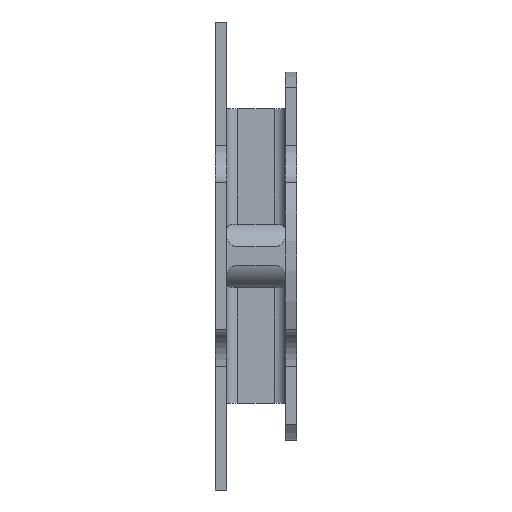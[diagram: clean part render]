
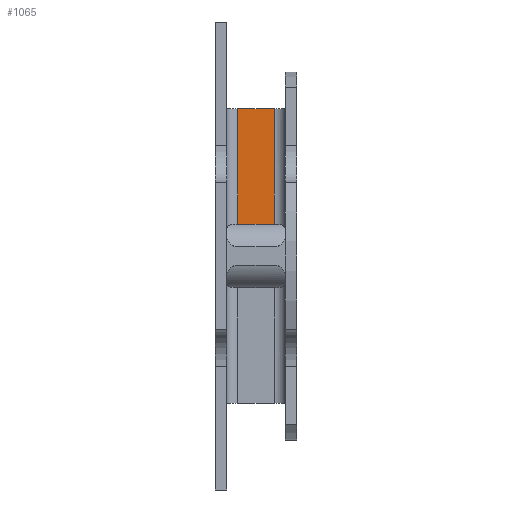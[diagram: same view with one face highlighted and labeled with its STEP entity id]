
A CAD part, left-side view. The second image highlights one B-rep face of the part: STEP entity #1065.
In plain terms, the highlighted planar face has unit normal (-1, 0, 0).
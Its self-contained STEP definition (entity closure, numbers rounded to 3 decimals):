
#162 = CARTESIAN_POINT ( 'NONE',  ( -2.5, 16., 40. ) ) ;
#240 = VERTEX_POINT ( 'NONE', #1526 ) ;
#275 = DIRECTION ( 'NONE',  ( 0., -1., 0. ) ) ;
#293 = VECTOR ( 'NONE', #2651, 1000. ) ;
#302 = DIRECTION ( 'NONE',  ( 0., -1., 0. ) ) ;
#414 = VERTEX_POINT ( 'NONE', #2976 ) ;
#447 = VERTEX_POINT ( 'NONE', #1555 ) ;
#574 = ORIENTED_EDGE ( 'NONE', *, *, #1240, .T. ) ;
#664 = LINE ( 'NONE', #2754, #2202 ) ;
#880 = EDGE_CURVE ( 'NONE', #414, #240, #1660, .T. ) ;
#904 = DIRECTION ( 'NONE',  ( 1., 0., 0. ) ) ;
#1065 = ADVANCED_FACE ( 'NONE', ( #2525 ), #1798, .F. ) ;
#1240 = EDGE_CURVE ( 'NONE', #240, #447, #1482, .T. ) ;
#1303 = ORIENTED_EDGE ( 'NONE', *, *, #880, .T. ) ;
#1321 = EDGE_LOOP ( 'NONE', ( #1692, #1868, #1303, #574 ) ) ;
#1353 = LINE ( 'NONE', #2047, #1807 ) ;
#1460 = CARTESIAN_POINT ( 'NONE',  ( -2.5, 19., 8.646 ) ) ;
#1482 = LINE ( 'NONE', #2876, #293 ) ;
#1526 = CARTESIAN_POINT ( 'NONE',  ( -2.5, 6., 8.646 ) ) ;
#1555 = CARTESIAN_POINT ( 'NONE',  ( -2.5, 6., 40. ) ) ;
#1660 = LINE ( 'NONE', #1460, #2238 ) ;
#1692 = ORIENTED_EDGE ( 'NONE', *, *, #2888, .F. ) ;
#1798 = PLANE ( 'NONE',  #1900 ) ;
#1807 = VECTOR ( 'NONE', #275, 1000. ) ;
#1829 = DIRECTION ( 'NONE',  ( 0., 0., -1. ) ) ;
#1868 = ORIENTED_EDGE ( 'NONE', *, *, #2484, .T. ) ;
#1900 = AXIS2_PLACEMENT_3D ( 'NONE', #2723, #904, #1829 ) ;
#2022 = DIRECTION ( 'NONE',  ( 0., 0., -1. ) ) ;
#2047 = CARTESIAN_POINT ( 'NONE',  ( -2.5, 19., 40. ) ) ;
#2202 = VECTOR ( 'NONE', #2022, 1000. ) ;
#2238 = VECTOR ( 'NONE', #302, 1000. ) ;
#2424 = VERTEX_POINT ( 'NONE', #162 ) ;
#2484 = EDGE_CURVE ( 'NONE', #2424, #414, #664, .T. ) ;
#2525 = FACE_OUTER_BOUND ( 'NONE', #1321, .T. ) ;
#2651 = DIRECTION ( 'NONE',  ( 0., 0., 1. ) ) ;
#2723 = CARTESIAN_POINT ( 'NONE',  ( -2.5, 19., 0. ) ) ;
#2754 = CARTESIAN_POINT ( 'NONE',  ( -2.5, 16., 8.646 ) ) ;
#2876 = CARTESIAN_POINT ( 'NONE',  ( -2.5, 6., 0. ) ) ;
#2888 = EDGE_CURVE ( 'NONE', #2424, #447, #1353, .T. ) ;
#2976 = CARTESIAN_POINT ( 'NONE',  ( -2.5, 16., 8.646 ) ) ;
